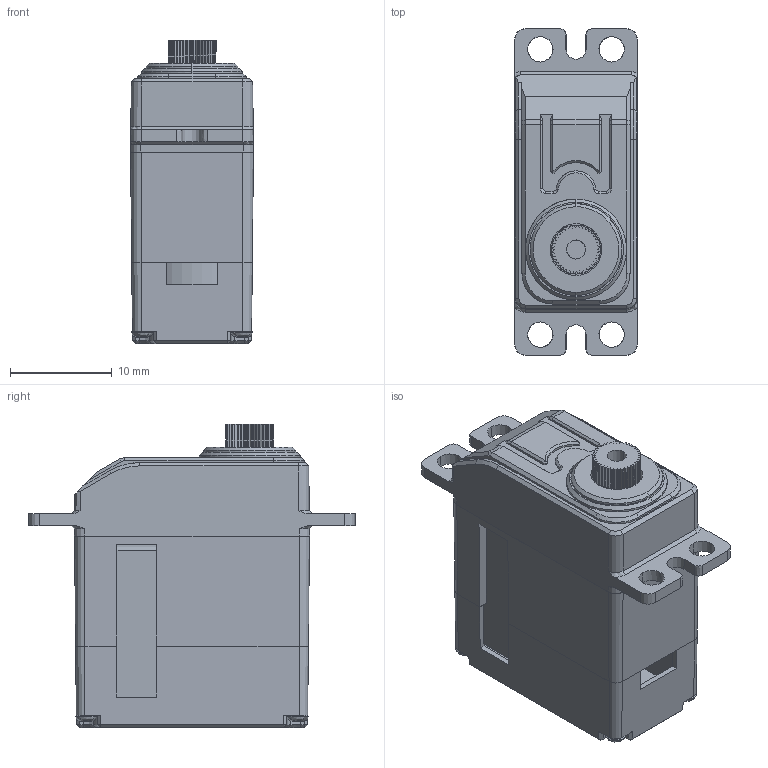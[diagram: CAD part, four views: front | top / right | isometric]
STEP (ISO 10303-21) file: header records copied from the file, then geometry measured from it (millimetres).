
FILE_DESCRIPTION(/* description */ (''),/* implementation_level */ '2;1');
FILE_NAME(/* name */ '1',/* time_stamp */ '2023-02-16T14:19:42+08:00',/* author */ (''),/* organization */ (''),/* preprocessor_version */ 'ST-DEVELOPER v16.5',/* originating_system */ '',/* authorisation */ '');
FILE_SCHEMA (('CONFIG_CONTROL_DESIGN'));
Length unit declared in the file: millimetre
Products named in the file (1): Document
Bounding box: 12.06 x 32.04 x 29.75 mm (x, y, z)
Volume: 4995.2 mm3; surface area: 6255.1 mm2
Topology: 9 solids, 9 shells, 875 faces, 2338 edges, 1487 vertices
Faces by surface type: plane 371, cylinder 277, bspline 227
Entity records: 30066 total; most frequent: CARTESIAN_POINT 15315, ORIENTED_EDGE 4636, EDGE_CURVE 2318, VERTEX_POINT 1487, B_SPLINE_CURVE_WITH_KNOTS 1471, EDGE_LOOP 927, ADVANCED_FACE 875, FACE_OUTER_BOUND 875
